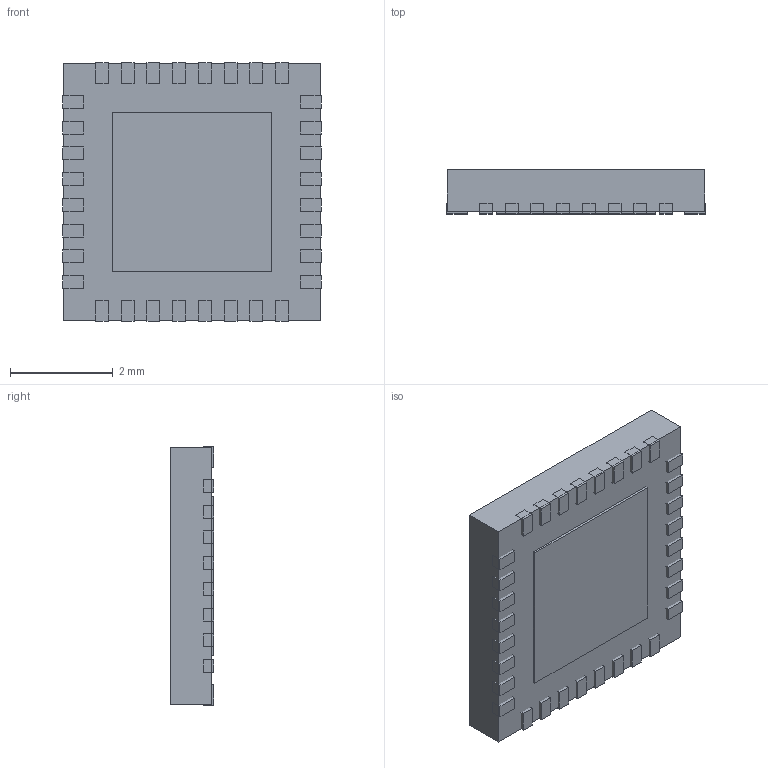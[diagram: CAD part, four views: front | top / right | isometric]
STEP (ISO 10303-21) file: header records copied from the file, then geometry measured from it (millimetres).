
FILE_DESCRIPTION (( 'STEP AP214' ), '1' );
FILE_NAME ('User Library-MLF-32.STEP', '2017-08-10T22:20:07', ( 'Windows User' ), ( '' ), 'SwSTEP 2.0', 'SolidWorks 2017', '' );
FILE_SCHEMA (( 'AUTOMOTIVE_DESIGN' ));
Length unit declared in the file: millimetre
Products named in the file (1): User Library-MLF-32
Bounding box: 5.02 x 0.85 x 5.02 mm (x, y, z)
Volume: 21.1 mm3; surface area: 100.6 mm2
Topology: 34 solids, 34 shells, 207 faces, 414 edges, 276 vertices
Faces by surface type: plane 205, cylinder 2
Entity records: 7860 total; most frequent: CARTESIAN_POINT 898, DIRECTION 834, ORIENTED_EDGE 828, EDGE_CURVE 414, LINE 410, VECTOR 410, VERTEX_POINT 276, UNCERTAINTY_MEASURE_WITH_UNIT 243
